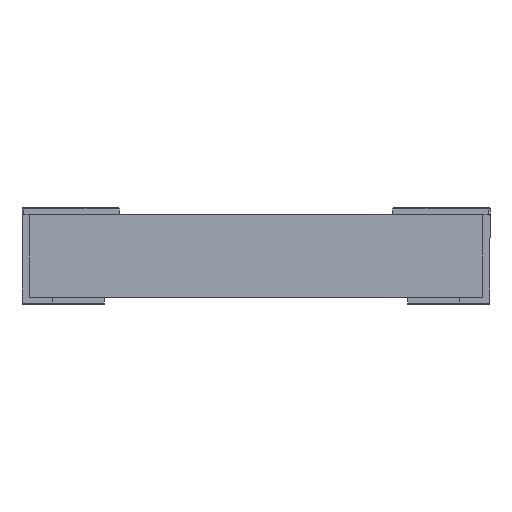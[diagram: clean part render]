
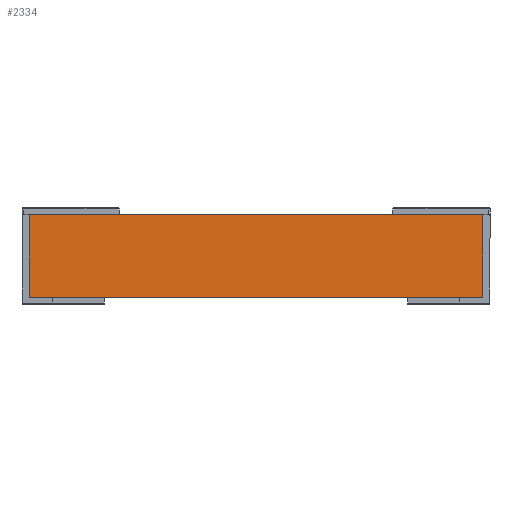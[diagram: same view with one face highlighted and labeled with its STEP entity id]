
A CAD part, front view. The second image highlights one B-rep face of the part: STEP entity #2334.
In plain terms, the highlighted planar face has unit normal (0, -1, 0).
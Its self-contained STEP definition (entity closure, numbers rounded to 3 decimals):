
#171=FACE_OUTER_BOUND('',#293,.T.);
#293=EDGE_LOOP('',(#1815,#1816,#1817,#1818));
#457=LINE('',#3797,#691);
#463=LINE('',#3810,#697);
#470=LINE('',#3825,#704);
#471=LINE('',#3827,#705);
#691=VECTOR('',#2761,10.);
#697=VECTOR('',#2771,10.);
#704=VECTOR('',#2784,10.);
#705=VECTOR('',#2787,10.);
#1044=VERTEX_POINT('',#3794);
#1045=VERTEX_POINT('',#3796);
#1050=VERTEX_POINT('',#3808);
#1055=VERTEX_POINT('',#3823);
#1306=EDGE_CURVE('',#1045,#1044,#457,.T.);
#1313=EDGE_CURVE('',#1044,#1050,#463,.T.);
#1321=EDGE_CURVE('',#1055,#1050,#470,.T.);
#1322=EDGE_CURVE('',#1045,#1055,#471,.T.);
#1815=ORIENTED_EDGE('',*,*,#1306,.T.);
#1816=ORIENTED_EDGE('',*,*,#1313,.T.);
#1817=ORIENTED_EDGE('',*,*,#1321,.F.);
#1818=ORIENTED_EDGE('',*,*,#1322,.F.);
#2253=PLANE('',#2504);
#2334=ADVANCED_FACE('',(#171),#2253,.T.);
#2504=AXIS2_PLACEMENT_3D('',#3830,#2791,#2792);
#2761=DIRECTION('',(1.,0.,0.));
#2771=DIRECTION('',(0.,0.,1.));
#2784=DIRECTION('',(1.,0.,0.));
#2787=DIRECTION('',(0.,0.,1.));
#2791=DIRECTION('center_axis',(0.,-1.,0.));
#2792=DIRECTION('ref_axis',(1.,0.,0.));
#3794=CARTESIAN_POINT('',(1.538,-0.762,0.));
#3796=CARTESIAN_POINT('',(-1.538,-0.762,0.));
#3797=CARTESIAN_POINT('',(-1.538,-0.762,0.));
#3808=CARTESIAN_POINT('',(1.538,-0.762,0.56));
#3810=CARTESIAN_POINT('',(1.538,-0.762,0.));
#3823=CARTESIAN_POINT('',(-1.538,-0.762,0.56));
#3825=CARTESIAN_POINT('',(-1.538,-0.762,0.56));
#3827=CARTESIAN_POINT('',(-1.538,-0.762,0.));
#3830=CARTESIAN_POINT('Origin',(-1.538,-0.762,0.));
